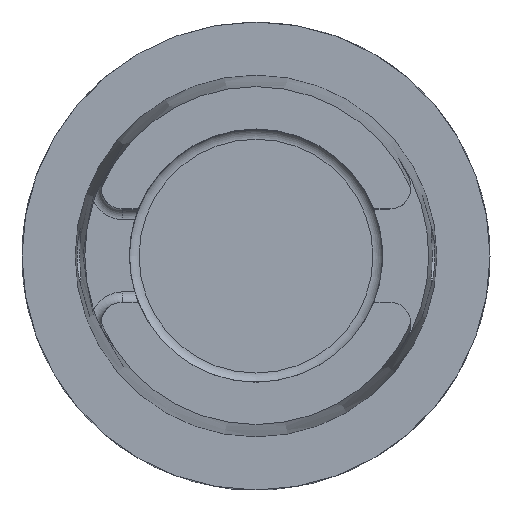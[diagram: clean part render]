
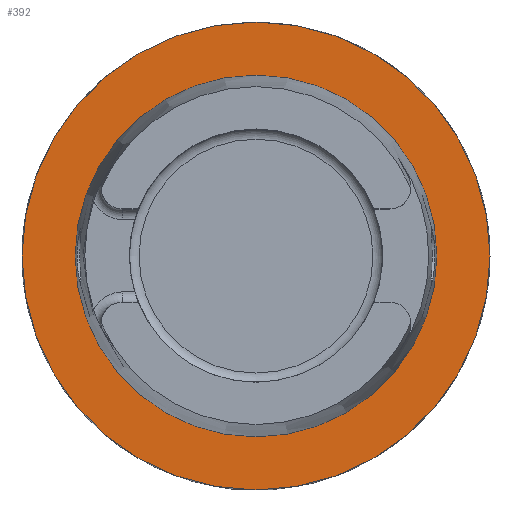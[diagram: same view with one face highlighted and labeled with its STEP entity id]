
A CAD part, top view. The second image highlights one B-rep face of the part: STEP entity #392.
In plain terms, the highlighted planar face has unit normal (0, 0, 1).
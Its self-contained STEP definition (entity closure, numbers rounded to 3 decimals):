
#159=PLANE('',#1631);
#392=ADVANCED_FACE('',(#500,#501),#159,.F.);
#500=FACE_BOUND('',#601,.T.);
#501=FACE_BOUND('',#602,.T.);
#601=EDGE_LOOP('',(#879));
#602=EDGE_LOOP('',(#880));
#879=ORIENTED_EDGE('',*,*,#1316,.F.);
#880=ORIENTED_EDGE('',*,*,#1380,.T.);
#1161=VERTEX_POINT('',#2627);
#1202=VERTEX_POINT('',#2897);
#1316=EDGE_CURVE('',#1161,#1161,#1470,.T.);
#1380=EDGE_CURVE('',#1202,#1202,#1484,.T.);
#1470=CIRCLE('',#1599,31.47);
#1484=CIRCLE('',#1629,24.321);
#1599=AXIS2_PLACEMENT_3D('',#2626,#1860,#1861);
#1629=AXIS2_PLACEMENT_3D('',#2896,#1950,#1951);
#1631=AXIS2_PLACEMENT_3D('',#2899,#1954,#1955);
#1860=DIRECTION('',(0.,0.,-1.));
#1861=DIRECTION('',(1.,0.,0.));
#1950=DIRECTION('',(0.,0.,-1.));
#1951=DIRECTION('',(1.,0.,0.));
#1954=DIRECTION('',(0.,0.,-1.));
#1955=DIRECTION('',(1.,0.,0.));
#2626=CARTESIAN_POINT('',(0.,0.,0.));
#2627=CARTESIAN_POINT('',(31.47,0.,0.));
#2896=CARTESIAN_POINT('',(0.,0.,0.));
#2897=CARTESIAN_POINT('',(24.321,0.,0.));
#2899=CARTESIAN_POINT('',(0.,-25.43,0.));
